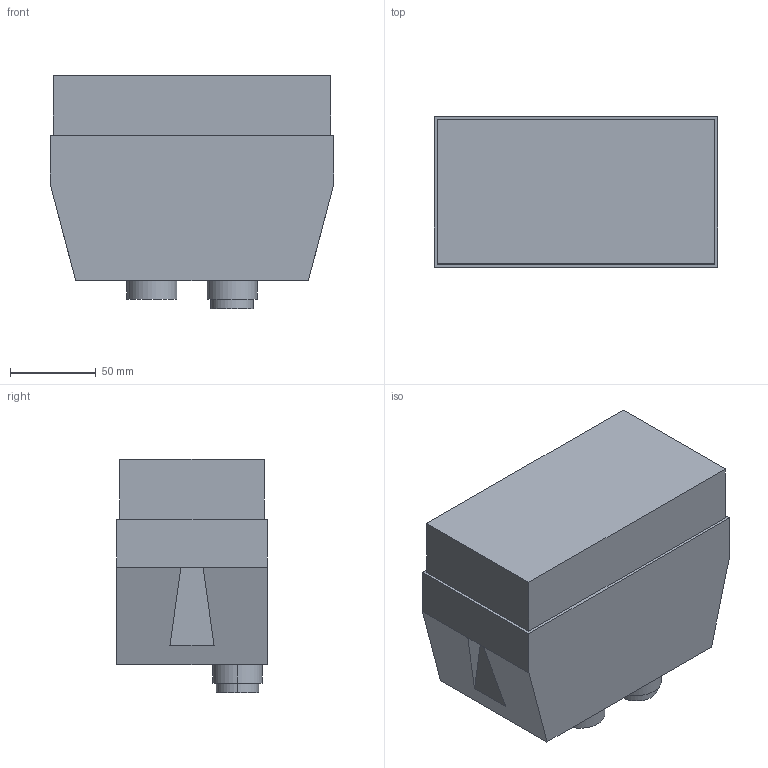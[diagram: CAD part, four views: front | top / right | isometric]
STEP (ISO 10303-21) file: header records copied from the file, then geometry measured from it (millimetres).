
FILE_DESCRIPTION (( 'STEP AP214' ), '1' );
FILE_NAME ('Ïóñêàòåëü ÏÌË-1220-10À-380AC-(9-13À)-ÓÕË3-Á.STEP', '2016-08-09T07:06:34', ( '' ), ( '' ), 'SwSTEP 2.0', 'SolidWorks 2012', '' );
FILE_SCHEMA (( 'AUTOMOTIVE_DESIGN' ));
Length unit declared in the file: millimetre
Products named in the file (1): Ïóñêàòåëü ÏÌË-1220-10À-380AC-(9-13À)-ÓÕË3-Á
Bounding box: 166 x 88 x 136.3 mm (x, y, z)
Volume: 1652919.1 mm3; surface area: 89958.2 mm2
Topology: 1 solids, 1 shells, 36 faces, 80 edges, 52 vertices
Faces by surface type: plane 26, cylinder 10
Entity records: 1026 total; most frequent: DIRECTION 174, CARTESIAN_POINT 169, ORIENTED_EDGE 160, EDGE_CURVE 80, LINE 60, VECTOR 60, AXIS2_PLACEMENT_3D 57, VERTEX_POINT 52
